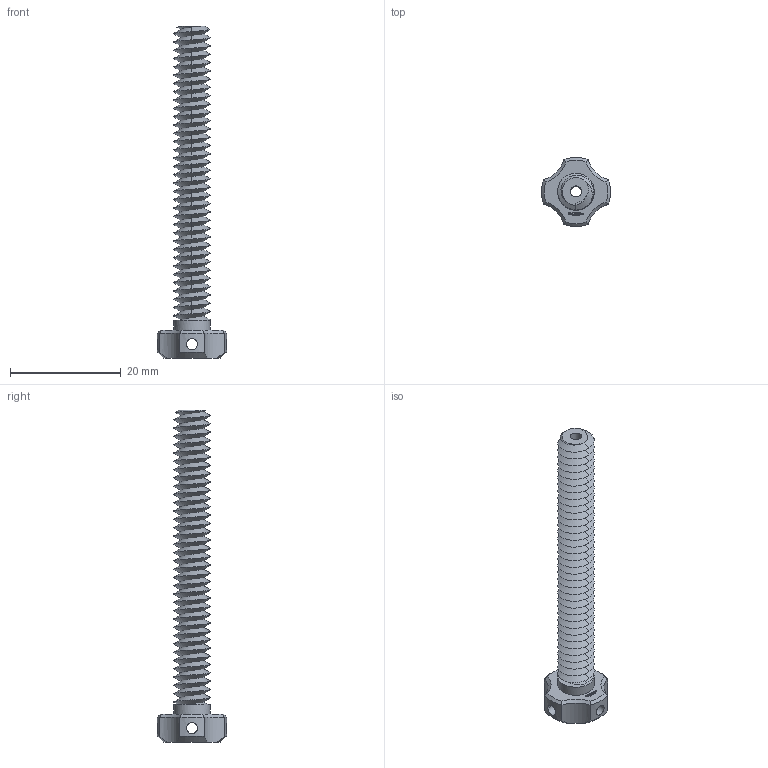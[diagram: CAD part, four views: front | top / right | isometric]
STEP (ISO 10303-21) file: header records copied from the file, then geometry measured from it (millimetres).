
FILE_DESCRIPTION(('FreeCAD Model'),'2;1');
FILE_NAME('Open CASCADE Shape Model','2023-08-17T17:09:58',(''),(''), 'Open CASCADE STEP processor 7.6','FreeCAD','Unknown');
FILE_SCHEMA(('AUTOMOTIVE_DESIGN { 1 0 10303 214 1 1 1 1 }'));
Length unit declared in the file: millimetre
Products named in the file (1): Screw SHD CRS STA FT RH BU04.00 - SPN-SCR-0136 (stemfie.org)
Bounding box: 12.5 x 12.5 x 60 mm (x, y, z)
Volume: 1492.6 mm3; surface area: 2674.9 mm2
Topology: 1 solids, 1 shells, 652 faces, 1793 edges, 1171 vertices
Faces by surface type: plane 322, extrusion 216, bspline 74, cylinder 22, cone 18
Full cylindrical faces by diameter (mm): 2 x3, 6.6 x1
Entity records: 53964 total; most frequent: CARTESIAN_POINT 20299, DIRECTION 5151, VECTOR 4235, LINE 4019, ORIENTED_EDGE 3586, PCURVE 3586, DEFINITIONAL_REPRESENTATION 3586, EDGE_CURVE 1793
